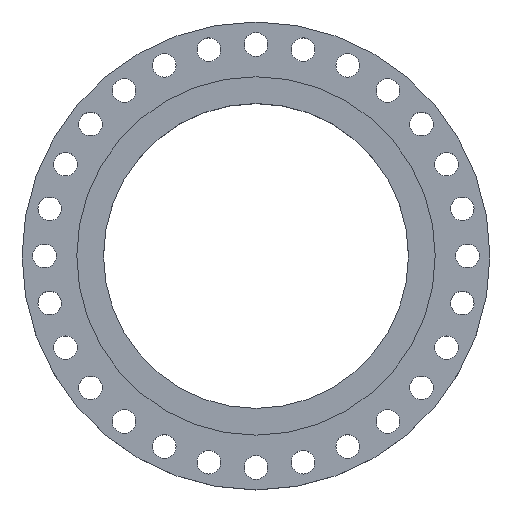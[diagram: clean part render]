
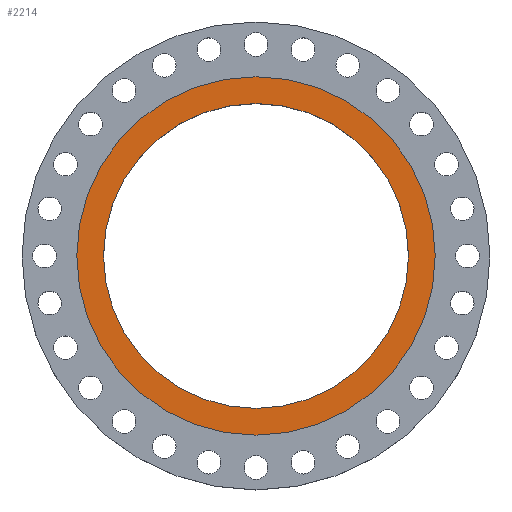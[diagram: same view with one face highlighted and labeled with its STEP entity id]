
A CAD part, top view. The second image highlights one B-rep face of the part: STEP entity #2214.
In plain terms, the highlighted planar face has unit normal (0, 0, 1).
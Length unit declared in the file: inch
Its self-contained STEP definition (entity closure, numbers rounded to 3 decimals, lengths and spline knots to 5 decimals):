
#39 = DIRECTION ( 'NONE',  ( -1., 0., 0. ) ) ;
#49 = DIRECTION ( 'NONE',  ( 0., 0., -1. ) ) ;
#62 = CARTESIAN_POINT ( 'NONE',  ( 0., 15.3125, 0. ) ) ;
#72 = EDGE_LOOP ( 'NONE', ( #1975, #349 ) ) ;
#173 = ORIENTED_EDGE ( 'NONE', *, *, #654, .T. ) ;
#174 = DIRECTION ( 'NONE',  ( 1., 0., 0. ) ) ;
#250 = DIRECTION ( 'NONE',  ( 0., 0., 1. ) ) ;
#349 = ORIENTED_EDGE ( 'NONE', *, *, #2283, .F. ) ;
#355 = DIRECTION ( 'NONE',  ( 0., 0., 1. ) ) ;
#402 = DIRECTION ( 'NONE',  ( 0., 0., 1. ) ) ;
#429 = CARTESIAN_POINT ( 'NONE',  ( 0., 0., 0. ) ) ;
#584 = VERTEX_POINT ( 'NONE', #1074 ) ;
#654 = EDGE_CURVE ( 'NONE', #584, #2460, #1014, .T. ) ;
#736 = DIRECTION ( 'NONE',  ( 1., 0., 0. ) ) ;
#766 = VERTEX_POINT ( 'NONE', #917 ) ;
#854 = DIRECTION ( 'NONE',  ( 0., 0., 1. ) ) ;
#917 = CARTESIAN_POINT ( 'NONE',  ( 15.3125, 0., 0. ) ) ;
#986 = CARTESIAN_POINT ( 'NONE',  ( 0., 0., 0. ) ) ;
#1014 = CIRCLE ( 'NONE', #2405, 18. ) ;
#1069 = AXIS2_PLACEMENT_3D ( 'NONE', #986, #355, #736 ) ;
#1074 = CARTESIAN_POINT ( 'NONE',  ( 18., 0., 0. ) ) ;
#1097 = CARTESIAN_POINT ( 'NONE',  ( -15.3125, 0., 0. ) ) ;
#1226 = CARTESIAN_POINT ( 'NONE',  ( 0., 0., 0. ) ) ;
#1252 = ORIENTED_EDGE ( 'NONE', *, *, #1823, .T. ) ;
#1483 = AXIS2_PLACEMENT_3D ( 'NONE', #429, #402, #174 ) ;
#1653 = AXIS2_PLACEMENT_3D ( 'NONE', #62, #49, #39 ) ;
#1669 = PLANE ( 'NONE',  #1653 ) ;
#1823 = EDGE_CURVE ( 'NONE', #2460, #584, #1988, .T. ) ;
#1840 = AXIS2_PLACEMENT_3D ( 'NONE', #2063, #250, #2455 ) ;
#1905 = EDGE_LOOP ( 'NONE', ( #173, #1252 ) ) ;
#1962 = CIRCLE ( 'NONE', #1840, 15.3125 ) ;
#1966 = DIRECTION ( 'NONE',  ( 1., 0., 0. ) ) ;
#1975 = ORIENTED_EDGE ( 'NONE', *, *, #2566, .F. ) ;
#1988 = CIRCLE ( 'NONE', #1483, 18. ) ;
#2030 = CARTESIAN_POINT ( 'NONE',  ( -18., 0., 0. ) ) ;
#2063 = CARTESIAN_POINT ( 'NONE',  ( 0., 0., 0. ) ) ;
#2094 = VERTEX_POINT ( 'NONE', #1097 ) ;
#2096 = FACE_BOUND ( 'NONE', #72, .T. ) ;
#2210 = CIRCLE ( 'NONE', #1069, 15.3125 ) ;
#2214 = ADVANCED_FACE ( 'NONE', ( #2096, #2324 ), #1669, .F. ) ;
#2283 = EDGE_CURVE ( 'NONE', #2094, #766, #2210, .T. ) ;
#2324 = FACE_OUTER_BOUND ( 'NONE', #1905, .T. ) ;
#2405 = AXIS2_PLACEMENT_3D ( 'NONE', #1226, #854, #1966 ) ;
#2455 = DIRECTION ( 'NONE',  ( 1., 0., 0. ) ) ;
#2460 = VERTEX_POINT ( 'NONE', #2030 ) ;
#2566 = EDGE_CURVE ( 'NONE', #766, #2094, #1962, .T. ) ;
